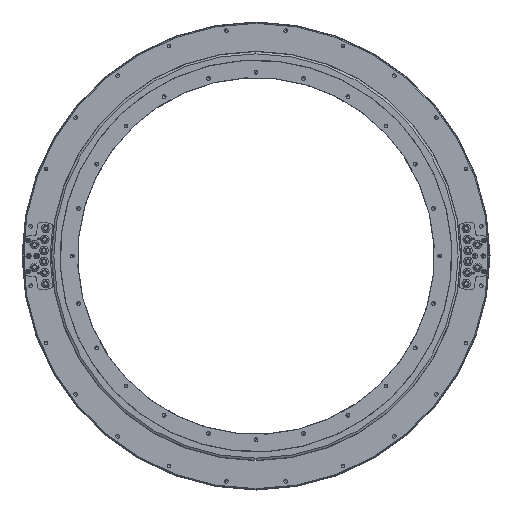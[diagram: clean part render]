
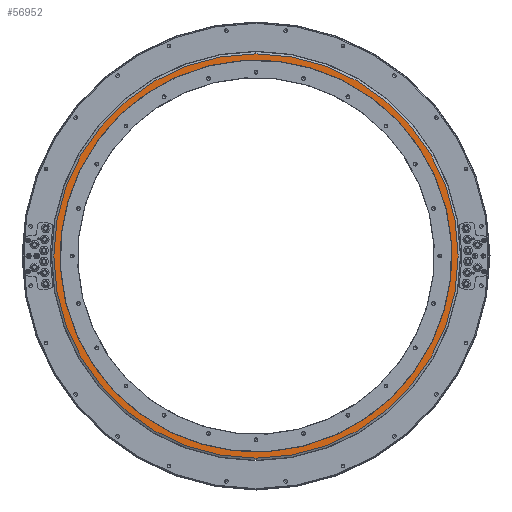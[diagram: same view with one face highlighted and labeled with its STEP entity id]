
A CAD part, left-side view. The second image highlights one B-rep face of the part: STEP entity #56952.
In plain terms, the highlighted planar face has unit normal (-1, 0, 0).
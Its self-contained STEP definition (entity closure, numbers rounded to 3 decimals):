
#54058=CARTESIAN_POINT('',(-44.,0.,0.));
#54059=DIRECTION('',(1.,0.,0.));
#54060=DIRECTION('',(0.,0.,-1.));
#54061=AXIS2_PLACEMENT_3D('',#54058,#54059,#54060);
#54063=CARTESIAN_POINT('',(-44.,0.,0.));
#54064=DIRECTION('',(1.,0.,0.));
#54065=DIRECTION('',(0.,0.,1.));
#54066=AXIS2_PLACEMENT_3D('',#54063,#54064,#54065);
#54068=CARTESIAN_POINT('',(-44.,0.,0.));
#54069=DIRECTION('',(-1.,0.,0.));
#54070=DIRECTION('',(0.,-0.998,0.065));
#54071=AXIS2_PLACEMENT_3D('',#54068,#54069,#54070);
#54073=CARTESIAN_POINT('',(-44.,0.,0.));
#54074=DIRECTION('',(-1.,0.,0.));
#54075=DIRECTION('',(0.,0.998,-0.065));
#54076=AXIS2_PLACEMENT_3D('',#54073,#54074,#54075);
#56164=CARTESIAN_POINT('',(-44.,-439.058,28.777));
#56165=CARTESIAN_POINT('',(-44.,439.058,-28.777));
#56166=VERTEX_POINT('',#56164);
#56167=VERTEX_POINT('',#56165);
#56168=CARTESIAN_POINT('',(-44.,0.,-453.8));
#56169=CARTESIAN_POINT('',(-44.,0.,453.8));
#56170=VERTEX_POINT('',#56168);
#56171=VERTEX_POINT('',#56169);
#56936=CARTESIAN_POINT('',(-44.,0.,0.));
#56937=DIRECTION('',(1.,0.,0.));
#56938=DIRECTION('',(0.,0.,1.));
#56939=AXIS2_PLACEMENT_3D('',#56936,#56937,#56938);
#56940=PLANE('',#56939);
#56942=ORIENTED_EDGE('',*,*,#56941,.T.);
#56944=ORIENTED_EDGE('',*,*,#56943,.T.);
#56945=EDGE_LOOP('',(#56942,#56944));
#56946=FACE_OUTER_BOUND('',#56945,.F.);
#56947=ORIENTED_EDGE('',*,*,#56925,.T.);
#56949=ORIENTED_EDGE('',*,*,#56948,.T.);
#56950=EDGE_LOOP('',(#56947,#56949));
#56951=FACE_BOUND('',#56950,.F.);
#54062=CIRCLE('',#54061,453.8);
#54067=CIRCLE('',#54066,453.8);
#54072=CIRCLE('',#54071,440.);
#54077=CIRCLE('',#54076,440.);
#56925=EDGE_CURVE('',#56166,#56167,#54072,.T.);
#56941=EDGE_CURVE('',#56170,#56171,#54062,.T.);
#56943=EDGE_CURVE('',#56171,#56170,#54067,.T.);
#56948=EDGE_CURVE('',#56167,#56166,#54077,.T.);
#56952=ADVANCED_FACE('',(#56946,#56951),#56940,.F.);
